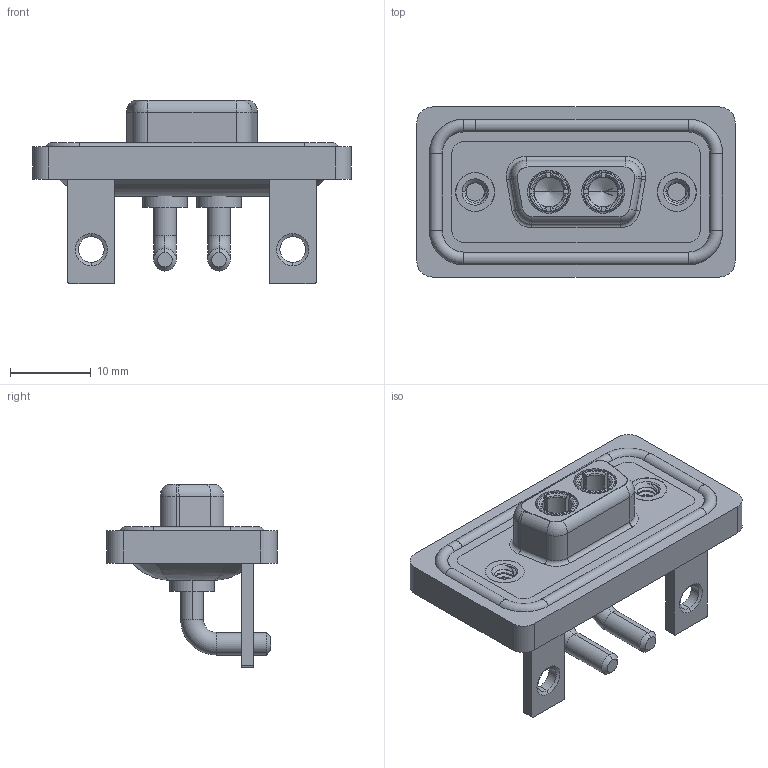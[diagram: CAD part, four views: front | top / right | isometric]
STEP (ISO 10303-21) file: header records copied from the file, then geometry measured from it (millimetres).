
FILE_DESCRIPTION (( 'STEP AP203' ), '1' );
FILE_NAME ('630W2W2-640-2N4.STEP', '2024-04-11T21:07:17', ( '' ), ( '' ), 'SwSTEP 2.0', 'SolidWorks 2023', '' );
FILE_SCHEMA (( 'CONFIG_CONTROL_DESIGN' ));
Length unit declared in the file: millimetre
Products named in the file (8): Power Socket_20A RA; 630Combo Housing_2W2; 630Combo Shell Front_09 Contacts; 630Combo Waterproof Housing_09 Contacts; 630Combo Stabilizer Bracket_50 Contacts; 630Combo Shell Rear_09 Contacts; 630W2W2-640-2N4; 630Combo Threaded Rivet_2
Assembly tree (10 placements, depth 2):
  630W2W2-640-2N4
    630Combo Housing_2W2
    630Combo Shell Front_09 Contacts
    630Combo Shell Rear_09 Contacts
    630Combo Threaded Rivet_2  x2
    630Combo Stabilizer Bracket_50 Contacts  x2
    Power Socket_20A RA  x2
    630Combo Waterproof Housing_09 Contacts
Bounding box: 39.5 x 21.1 x 22.8 mm (x, y, z)
Volume: 5182.5 mm3; surface area: 8521.1 mm2
Topology: 13 solids, 13 shells, 590 faces, 1489 edges, 940 vertices
Faces by surface type: cylinder 262, plane 183, torus 83, cone 50, bspline 12
Entity records: 16601 total; most frequent: CARTESIAN_POINT 4560, DIRECTION 2446, ORIENTED_EDGE 2284, EDGE_CURVE 1142, AXIS2_PLACEMENT_3D 972, VERTEX_POINT 721, CIRCLE 507, EDGE_LOOP 505
